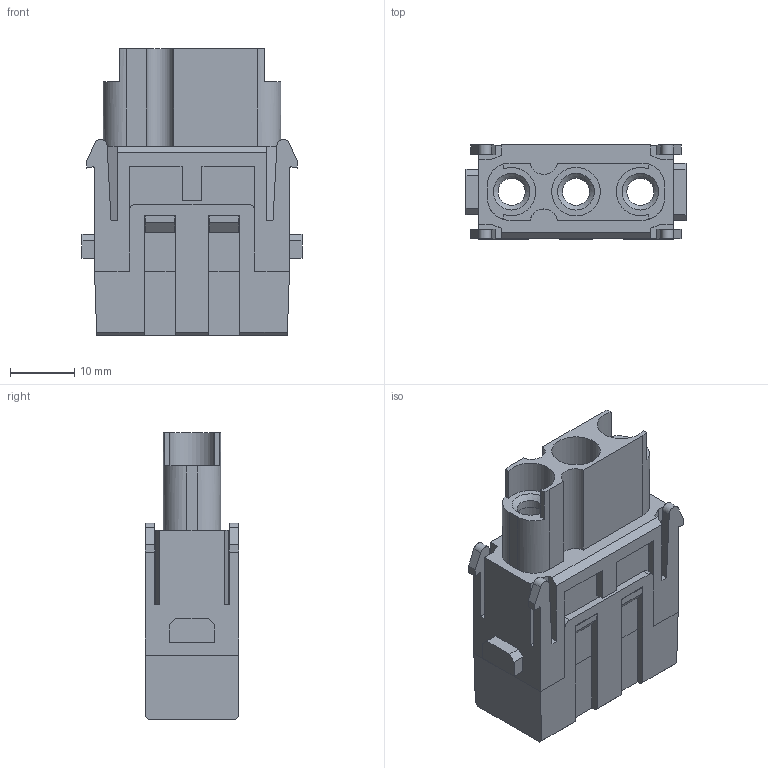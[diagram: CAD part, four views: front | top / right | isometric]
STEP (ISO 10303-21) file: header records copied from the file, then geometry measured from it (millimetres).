
FILE_DESCRIPTION(/* description */ (''),/* implementation_level */ '2;1');
FILE_NAME(/* name */ 'HMK-003-FC.stp',/* time_stamp */ '2023-02-08T23:43:22+08:00',/* author */ (''),/* organization */ (''),/* preprocessor_version */ 'ST-DEVELOPER v16',/* originating_system */ 'SIEMENS PLM Software NX 10.0',/* authorisation */ '');
FILE_SCHEMA (('AP203_CONFIGURATION_CONTROLLED_3D_DESIGN_OF_MECHANICAL_PARTS_AND_ASSEMBLIES_MIM_LF { 1 0 10303 403 2 1 2}'));
Length unit declared in the file: millimetre
Products named in the file (1): Admi0A2C26ACrocu
Bounding box: 34.2 x 14.6 x 44.6 mm (x, y, z)
Volume: 10244.2 mm3; surface area: 9882.9 mm2
Topology: 1 solids, 5 shells, 296 faces, 754 edges, 492 vertices
Faces by surface type: plane 221, cylinder 50, cone 25
Full cylindrical faces by diameter (mm): 2.2 x4, 2.5 x4, 4.2 x3, 6.4 x3, 6.7 x1, 7.55 x1, 7.85 x3, 9.06 x1
Entity records: 8893 total; most frequent: CARTESIAN_POINT 1860, ORIENTED_EDGE 1428, DIRECTION 1359, EDGE_CURVE 714, VERTEX_POINT 485, LINE 479, VECTOR 479, AXIS2_PLACEMENT_3D 440
